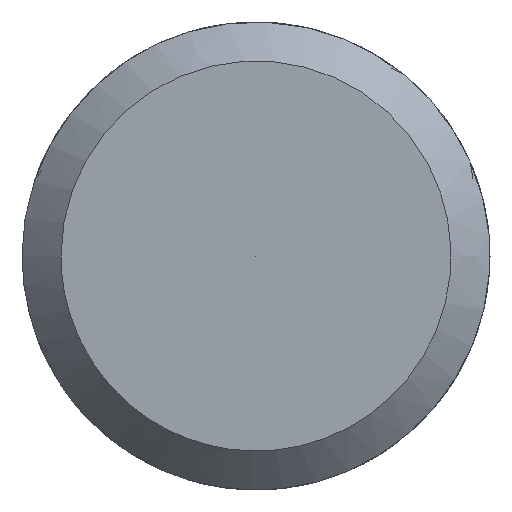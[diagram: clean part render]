
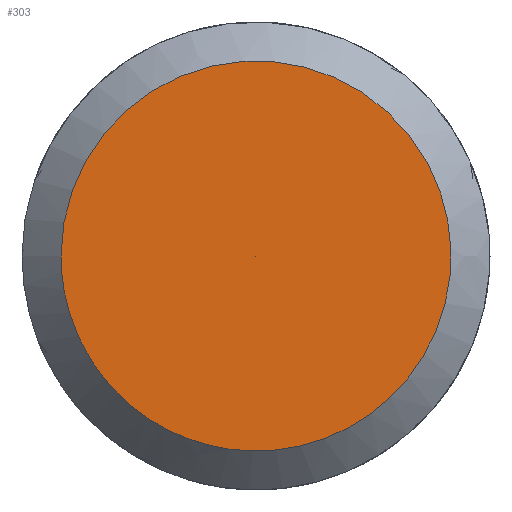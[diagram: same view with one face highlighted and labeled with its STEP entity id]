
A CAD part, left-side view. The second image highlights one B-rep face of the part: STEP entity #303.
In plain terms, the highlighted free-form (B-spline) face has degree [5, 1] with [6, 2] control points.
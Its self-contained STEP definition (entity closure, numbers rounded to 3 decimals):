
#269 = CARTESIAN_POINT ('', (-64., 0., 0.));
#270 = VERTEX_POINT ('', #269);
#271 = CARTESIAN_POINT ('', (-64., 2.5, 0.));
#272 = VERTEX_POINT ('', #271);
#273 = CARTESIAN_POINT ('', (-64., 0., 0.));
#274 = CARTESIAN_POINT ('', (-64., 2.5, 0.));
#275 = B_SPLINE_CURVE_WITH_KNOTS ('', 1, (#273, #274), .UNSPECIFIED., .F., .U., (2, 2), (0., 1.), .UNSPECIFIED.);
#276 = EDGE_CURVE ('', #270, #272, #275, .T.);
#277 = ORIENTED_EDGE ('', *, *, #276, .F.);
#278 = ORIENTED_EDGE ('', *, *, #276, .T.);
#279 = CARTESIAN_POINT ('', (-64., 2.5, 0.));
#280 = CARTESIAN_POINT ('', (-64., 2.5, 10.));
#281 = CARTESIAN_POINT ('', (-64., -7.5, 5.));
#282 = CARTESIAN_POINT ('', (-64., -7.5, -5.));
#283 = CARTESIAN_POINT ('', (-64., 2.5, -10.));
#284 = CARTESIAN_POINT ('', (-64., 2.5, 0.));
#285 = (
   BOUNDED_CURVE ()
   B_SPLINE_CURVE (5, (#279, #280, #281, #282, #283, #284), .UNSPECIFIED., .T., .U.)
   B_SPLINE_CURVE_WITH_KNOTS ((6, 6), (0., 1.), .UNSPECIFIED.)
   CURVE ()
   GEOMETRIC_REPRESENTATION_ITEM ()
   RATIONAL_B_SPLINE_CURVE ((5., 1., 1., 1., 1., 5.))
   REPRESENTATION_ITEM ('')
);
#286 = EDGE_CURVE ('', #272, #272, #285, .T.);
#287 = ORIENTED_EDGE ('', *, *, #286, .F.);
#288 = EDGE_LOOP ('', (#277, #278, #287));
#289 = FACE_OUTER_BOUND ('', #288, .T.);
#290 = CARTESIAN_POINT ('', (-64., 0., 0.));
#291 = CARTESIAN_POINT ('', (-64., 2.5, 0.));
#292 = CARTESIAN_POINT ('', (-64., 0., 0.));
#293 = CARTESIAN_POINT ('', (-64., 2.5, 10.));
#294 = CARTESIAN_POINT ('', (-64., 0., 0.));
#295 = CARTESIAN_POINT ('', (-64., -7.5, 5.));
#296 = CARTESIAN_POINT ('', (-64., 0., 0.));
#297 = CARTESIAN_POINT ('', (-64., -7.5, -5.));
#298 = CARTESIAN_POINT ('', (-64., 0., 0.));
#299 = CARTESIAN_POINT ('', (-64., 2.5, -10.));
#300 = CARTESIAN_POINT ('', (-64., 0., 0.));
#301 = CARTESIAN_POINT ('', (-64., 2.5, 0.));
#302 = (
   BOUNDED_SURFACE ()
   B_SPLINE_SURFACE (5, 1, ((#290, #291), (#292, #293), (#294, #295), (#296, #297), (#298, #299), (#300, #301)), .UNSPECIFIED., .T., .F., .U.)
   B_SPLINE_SURFACE_WITH_KNOTS ((6, 6), (2, 2), (0., 1.), (0., 1.), .UNSPECIFIED.)
   SURFACE ()
   GEOMETRIC_REPRESENTATION_ITEM ()
   RATIONAL_B_SPLINE_SURFACE (((5., 5.), (1., 1.), (1., 1.), (1., 1.), (1., 1.), (5., 5.)))
   REPRESENTATION_ITEM ('')
);
#303 = ADVANCED_FACE ('', (#289), #302, .T.);
